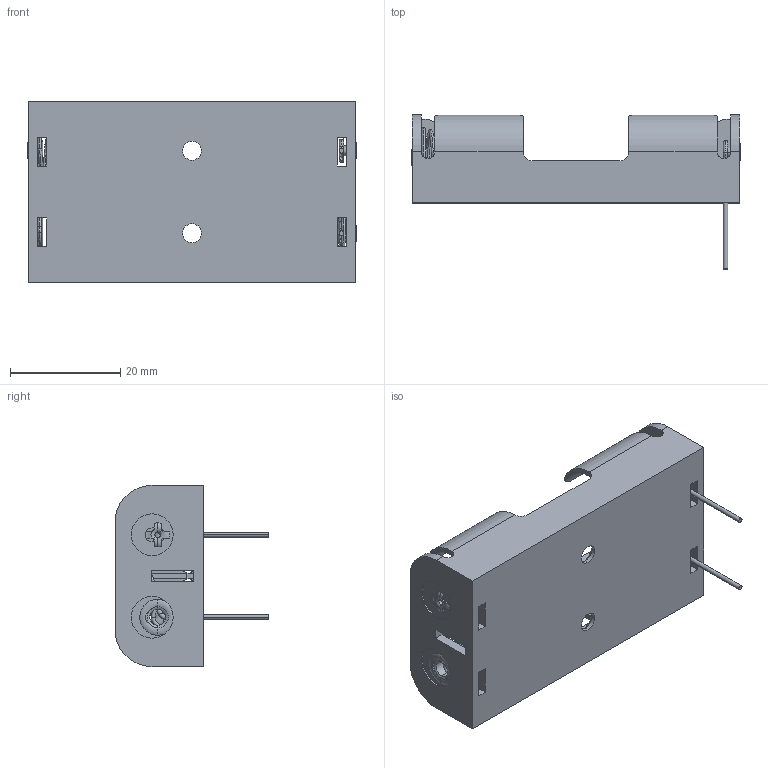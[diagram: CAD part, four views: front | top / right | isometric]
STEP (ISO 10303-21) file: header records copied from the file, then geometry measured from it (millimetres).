
FILE_DESCRIPTION (( 'STEP AP214' ), '1' );
FILE_NAME ('2462.STEP', '2015-10-26T19:59:34', ( '' ), ( '' ), 'SwSTEP 2.0', 'SolidWorks 2013', '' );
FILE_SCHEMA (( 'AUTOMOTIVE_DESIGN' ));
Length unit declared in the file: inch
Products named in the file (1): 2462
Bounding box: 59.71 x 27.99 x 32.92 mm (x, y, z)
Volume: 6422.8 mm3; surface area: 10981.3 mm2
Topology: 9 solids, 9 shells, 328 faces, 846 edges, 540 vertices
Faces by surface type: plane 178, cylinder 90, torus 48, bspline 8, cone 4
Entity records: 19590 total; most frequent: CARTESIAN_POINT 7007, DIRECTION 1728, ORIENTED_EDGE 1692, EDGE_CURVE 846, AXIS2_PLACEMENT_3D 613, VERTEX_POINT 540, VECTOR 502, LINE 502
